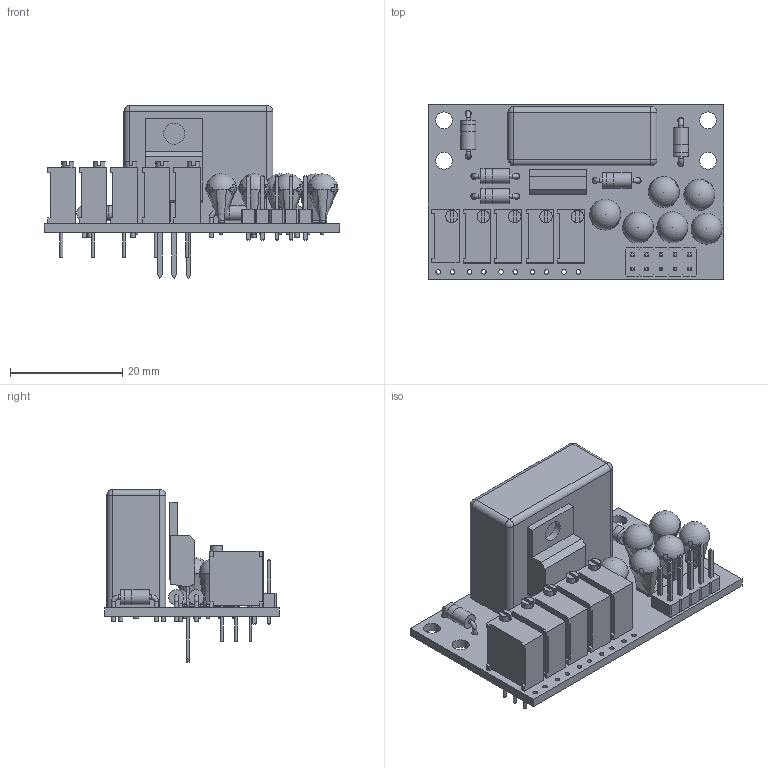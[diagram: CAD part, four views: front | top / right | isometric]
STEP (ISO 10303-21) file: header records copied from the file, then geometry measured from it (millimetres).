
FILE_DESCRIPTION(('KiCad electronic assembly'),'2;1');
FILE_NAME('DevPot_v2.step','2024-03-21T14:19:15',('Pcbnew'),('Kicad'), 'Open CASCADE STEP processor 7.7','KiCad to STEP converter','Unknown' );
FILE_SCHEMA(('AUTOMOTIVE_DESIGN { 1 0 10303 214 1 1 1 1 }'));
Length unit declared in the file: millimetre
Products named in the file (14): DevPot_v2 1; D_DO-41_SOD81_P7.62mm_Horizontal; SOLID; PinHeader_2x05_P2.54mm_Vertical; Potentiometer_Bourns_3296W_Vertical; CP_Radial_Tantal_D5.5mm_P2.50mm; TO-220-3_Vertical; C_Rect_L26.5mm_W10.5mm_P22.50mm_MKS4; DevPot_v2 PCB
Assembly tree (26 placements, depth 3):
  DevPot_v2 1
    D_DO-41_SOD81_P7.62mm_Horizontal  x5
      SOLID
    PinHeader_2x05_P2.54mm_Vertical
      SOLID
    Potentiometer_Bourns_3296W_Vertical  x5
      SOLID
    CP_Radial_Tantal_D5.5mm_P2.50mm  x6
      SOLID
    TO-220-3_Vertical
      SOLID
    C_Rect_L26.5mm_W10.5mm_P22.50mm_MKS4
      SOLID
    DevPot_v2 PCB
Bounding box: 52.58 x 30.99 x 30.75 mm (x, y, z)
Volume: 11913.2 mm3; surface area: 10065.5 mm2
Topology: 20 solids, 20 shells, 969 faces, 2439 edges, 1574 vertices
Faces by surface type: plane 619, cylinder 264, bspline 42, torus 22, sphere 22
Full cylindrical faces by diameter (mm): 0.5 x12, 0.51 x15, 0.8 x57, 0.9 x2, 1 x10, 1.1 x13, 1.2 x2, 2.19 x5, 2.7 x10, 2.72 x5, 3 x4, 3.735 x1
Entity records: 40891 total; most frequent: CARTESIAN_POINT 14407, DIRECTION 4307, LINE 2823, VECTOR 2823, ORIENTED_EDGE 2320, PCURVE 2320, DEFINITIONAL_REPRESENTATION 2320, EDGE_CURVE 1160
